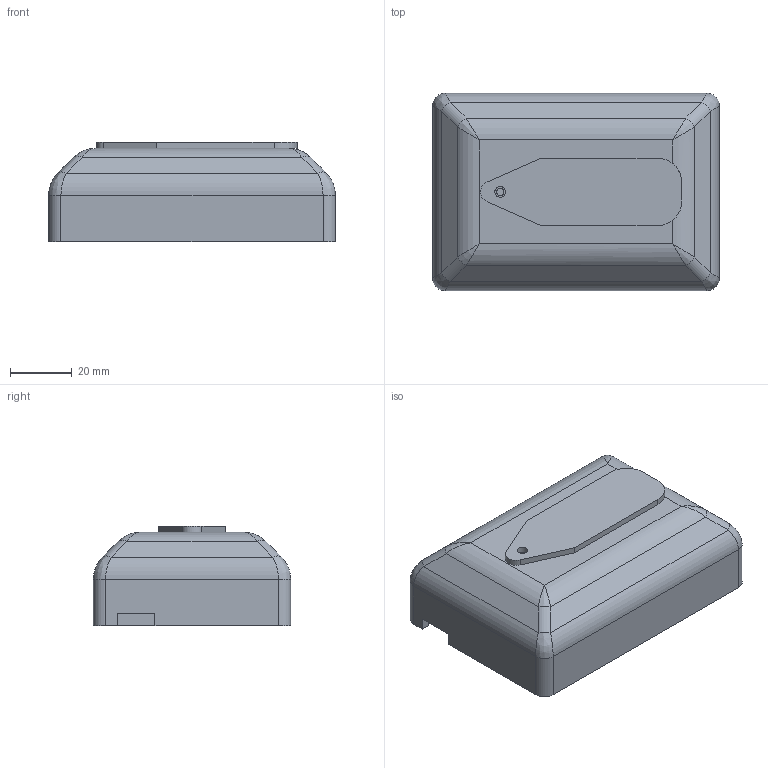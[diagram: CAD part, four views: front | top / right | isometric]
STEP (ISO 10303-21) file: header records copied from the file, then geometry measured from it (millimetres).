
FILE_DESCRIPTION(/* description */ ('STEP AP242','CAx-IF Rec.Pracs.---Representation and Presentation of Product Manufacturing Information (PMI)---4.0---2014-10-13','CAx-IF Rec.Pracs.---3D Tessellated Geometry---0.4---2014-09-14','2;1'),/* implementation_level */ '2;1');
FILE_NAME(/* name */ '6434c70be557d15ac3a786e7',/* time_stamp */ '2023-04-11T02:33:48+00:00',/* author */ (''),/* organization */ (''),/* preprocessor_version */ 'ST-DEVELOPER v18.102',/* originating_system */ ' ',/* authorisation */ ' ');
FILE_SCHEMA (('AP242_MANAGED_MODEL_BASED_3D_ENGINEERING_MIM_LF { 1 0 10303 442 1 1 4 }'));
Length unit declared in the file: metre
Products named in the file (2): Lens Cover; Top
Bounding box: 93 x 64 x 32.3 mm (x, y, z)
Volume: 64051.6 mm3; surface area: 31342 mm2
Topology: 2 solids, 2 shells, 195 faces, 482 edges, 299 vertices
Faces by surface type: plane 93, cylinder 50, bspline 44, cone 8
Full cylindrical faces by diameter (mm): 1.9 x4, 2.4 x5, 2.85 x4, 3.5 x1, 4.3 x4, 14 x1
Entity records: 5865 total; most frequent: CARTESIAN_POINT 1565, ORIENTED_EDGE 886, DIRECTION 787, EDGE_CURVE 443, VERTEX_POINT 295, LINE 269, VECTOR 269, AXIS2_PLACEMENT_3D 259
